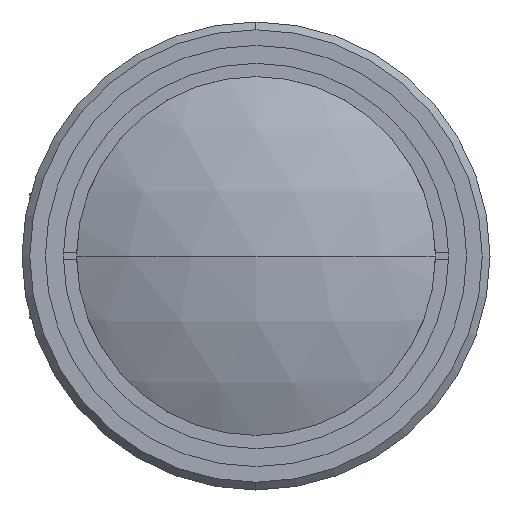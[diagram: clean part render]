
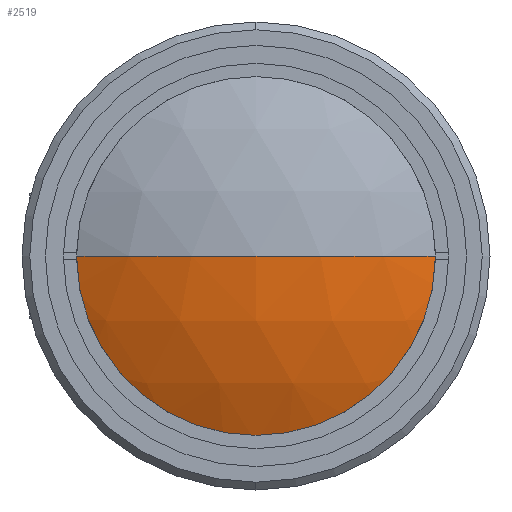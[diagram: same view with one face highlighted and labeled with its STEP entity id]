
A CAD part, left-side view. The second image highlights one B-rep face of the part: STEP entity #2519.
In plain terms, the highlighted spherical face has radius 52.8 mm.
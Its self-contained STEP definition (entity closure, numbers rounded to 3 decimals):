
#170 = ORIENTED_EDGE ( 'NONE', *, *, #3516, .T. ) ;
#172 = DIRECTION ( 'NONE',  ( 0., 0., -1. ) ) ;
#207 = DIRECTION ( 'NONE',  ( 0., 1., 0. ) ) ;
#491 = CARTESIAN_POINT ( 'NONE',  ( 1.108, 0., 0. ) ) ;
#698 = EDGE_CURVE ( 'NONE', #2510, #3059, #2539, .T. ) ;
#966 = VERTEX_POINT ( 'NONE', #2598 ) ;
#1091 = CARTESIAN_POINT ( 'NONE',  ( 6.878, 0., 0. ) ) ;
#1378 = CIRCLE ( 'NONE', #2176, 24. ) ;
#1389 = DIRECTION ( 'NONE',  ( 0., 0., 1. ) ) ;
#1443 = AXIS2_PLACEMENT_3D ( 'NONE', #1996, #172, #2312 ) ;
#1996 = CARTESIAN_POINT ( 'NONE',  ( 53.908, 0., 0. ) ) ;
#2007 = CARTESIAN_POINT ( 'NONE',  ( 53.908, 0., 0. ) ) ;
#2036 = DIRECTION ( 'NONE',  ( 0., 0., -1. ) ) ;
#2121 = DIRECTION ( 'NONE',  ( 0., 0., 1. ) ) ;
#2176 = AXIS2_PLACEMENT_3D ( 'NONE', #1091, #3229, #1389 ) ;
#2177 = CARTESIAN_POINT ( 'NONE',  ( 53.908, 0., 0. ) ) ;
#2301 = AXIS2_PLACEMENT_3D ( 'NONE', #2177, #2121, #2715 ) ;
#2312 = DIRECTION ( 'NONE',  ( 0., 1., 0. ) ) ;
#2335 = CARTESIAN_POINT ( 'NONE',  ( 6.878, 24., 0. ) ) ;
#2340 = CIRCLE ( 'NONE', #1443, 52.8 ) ;
#2390 = ORIENTED_EDGE ( 'NONE', *, *, #698, .F. ) ;
#2484 = EDGE_CURVE ( 'NONE', #2510, #966, #1378, .T. ) ;
#2510 = VERTEX_POINT ( 'NONE', #2335 ) ;
#2519 = ADVANCED_FACE ( 'NONE', ( #3629 ), #3725, .T. ) ;
#2539 = CIRCLE ( 'NONE', #2301, 52.8 ) ;
#2598 = CARTESIAN_POINT ( 'NONE',  ( 6.878, -24., 0. ) ) ;
#2704 = ORIENTED_EDGE ( 'NONE', *, *, #2484, .T. ) ;
#2715 = DIRECTION ( 'NONE',  ( 1., 0., 0. ) ) ;
#3059 = VERTEX_POINT ( 'NONE', #491 ) ;
#3193 = AXIS2_PLACEMENT_3D ( 'NONE', #2007, #2036, #207 ) ;
#3229 = DIRECTION ( 'NONE',  ( -1., 0., 0. ) ) ;
#3260 = EDGE_LOOP ( 'NONE', ( #2704, #170, #2390 ) ) ;
#3516 = EDGE_CURVE ( 'NONE', #966, #3059, #2340, .T. ) ;
#3629 = FACE_OUTER_BOUND ( 'NONE', #3260, .T. ) ;
#3725 = SPHERICAL_SURFACE ( 'NONE', #3193, 52.8 ) ;
